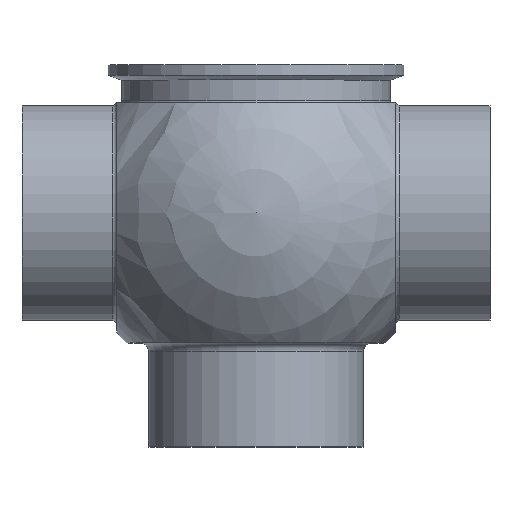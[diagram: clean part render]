
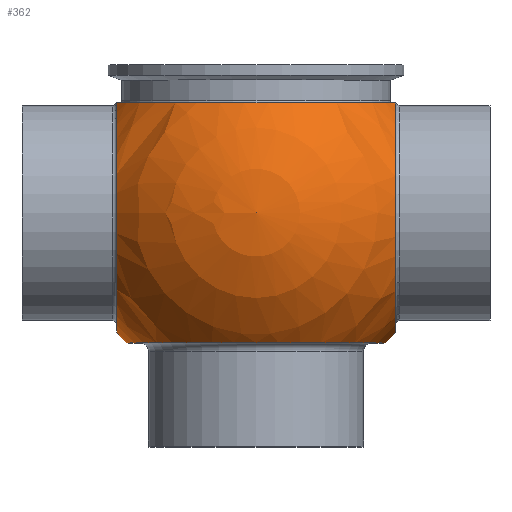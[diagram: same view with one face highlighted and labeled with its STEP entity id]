
A CAD part, top view. The second image highlights one B-rep face of the part: STEP entity #362.
In plain terms, the highlighted spherical face has radius 65.075 mm.
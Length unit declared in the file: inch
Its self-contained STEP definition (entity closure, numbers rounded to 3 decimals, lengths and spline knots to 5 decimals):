
#16=SPHERICAL_SURFACE('',#432,2.562);
#19=FACE_BOUND('',#86,.T.);
#64=FACE_OUTER_BOUND('',#85,.T.);
#85=EDGE_LOOP('',(#302,#303,#304,#305,#306,#307,#308,#309,#310,#311));
#86=EDGE_LOOP('',(#312));
#102=CIRCLE('',#404,1.66991);
#103=CIRCLE('',#406,2.05125);
#104=CIRCLE('',#407,2.05125);
#113=CIRCLE('',#419,1.66991);
#114=CIRCLE('',#420,1.66991);
#115=CIRCLE('',#421,1.66991);
#122=CIRCLE('',#431,1.81021);
#123=CIRCLE('',#433,2.562);
#124=CIRCLE('',#434,2.562);
#145=VERTEX_POINT('',#624);
#146=VERTEX_POINT('',#626);
#147=VERTEX_POINT('',#630);
#150=VERTEX_POINT('',#645);
#157=VERTEX_POINT('',#666);
#158=VERTEX_POINT('',#668);
#164=VERTEX_POINT('',#686);
#165=VERTEX_POINT('',#689);
#166=VERTEX_POINT('',#691);
#189=EDGE_CURVE('',#146,#145,#102,.T.);
#191=EDGE_CURVE('',#146,#147,#103,.T.);
#195=EDGE_CURVE('',#150,#145,#104,.T.);
#205=EDGE_CURVE('',#157,#147,#113,.T.);
#206=EDGE_CURVE('',#158,#157,#114,.T.);
#207=EDGE_CURVE('',#150,#158,#115,.T.);
#215=EDGE_CURVE('',#164,#164,#122,.T.);
#216=EDGE_CURVE('',#165,#158,#123,.T.);
#217=EDGE_CURVE('',#157,#166,#124,.T.);
#302=ORIENTED_EDGE('',*,*,#189,.T.);
#303=ORIENTED_EDGE('',*,*,#195,.F.);
#304=ORIENTED_EDGE('',*,*,#207,.T.);
#305=ORIENTED_EDGE('',*,*,#216,.F.);
#306=ORIENTED_EDGE('',*,*,#216,.T.);
#307=ORIENTED_EDGE('',*,*,#206,.T.);
#308=ORIENTED_EDGE('',*,*,#217,.T.);
#309=ORIENTED_EDGE('',*,*,#217,.F.);
#310=ORIENTED_EDGE('',*,*,#205,.T.);
#311=ORIENTED_EDGE('',*,*,#191,.F.);
#312=ORIENTED_EDGE('',*,*,#215,.T.);
#362=ADVANCED_FACE('',(#64,#19),#16,.T.);
#404=AXIS2_PLACEMENT_3D('',#627,#486,#487);
#406=AXIS2_PLACEMENT_3D('',#631,#491,#492);
#407=AXIS2_PLACEMENT_3D('',#647,#495,#496);
#419=AXIS2_PLACEMENT_3D('',#667,#520,#521);
#420=AXIS2_PLACEMENT_3D('',#669,#522,#523);
#421=AXIS2_PLACEMENT_3D('',#670,#524,#525);
#431=AXIS2_PLACEMENT_3D('',#687,#545,#546);
#432=AXIS2_PLACEMENT_3D('',#688,#547,#548);
#433=AXIS2_PLACEMENT_3D('',#690,#549,#550);
#434=AXIS2_PLACEMENT_3D('',#692,#551,#552);
#486=DIRECTION('center_axis',(-1.,0.,0.));
#487=DIRECTION('ref_axis',(0.,0.,-1.));
#491=DIRECTION('center_axis',(0.,1.,0.));
#492=DIRECTION('ref_axis',(1.,0.,0.));
#495=DIRECTION('center_axis',(0.,1.,0.));
#496=DIRECTION('ref_axis',(1.,0.,0.));
#520=DIRECTION('center_axis',(1.,0.,0.));
#521=DIRECTION('ref_axis',(0.,0.,1.));
#522=DIRECTION('center_axis',(1.,0.,0.));
#523=DIRECTION('ref_axis',(0.,0.,1.));
#524=DIRECTION('center_axis',(1.,0.,0.));
#525=DIRECTION('ref_axis',(0.,0.,1.));
#545=DIRECTION('center_axis',(0.,1.,0.));
#546=DIRECTION('ref_axis',(1.,0.,0.));
#547=DIRECTION('center_axis',(0.,0.,1.));
#548=DIRECTION('ref_axis',(1.,0.,0.));
#549=DIRECTION('center_axis',(0.,-1.,0.));
#550=DIRECTION('ref_axis',(-1.,0.,0.));
#551=DIRECTION('center_axis',(0.,-1.,0.));
#552=DIRECTION('ref_axis',(-1.,0.,0.));
#624=CARTESIAN_POINT('',(1.943,1.535,0.65755));
#626=CARTESIAN_POINT('',(1.943,1.535,-0.65755));
#627=CARTESIAN_POINT('Origin',(1.943,0.,0.));
#630=CARTESIAN_POINT('',(-1.943,1.535,-0.65755));
#631=CARTESIAN_POINT('Origin',(0.,1.535,0.));
#645=CARTESIAN_POINT('',(-1.943,1.535,0.65755));
#647=CARTESIAN_POINT('Origin',(0.,1.535,0.));
#666=CARTESIAN_POINT('',(-1.943,0.,-1.66991));
#667=CARTESIAN_POINT('Origin',(-1.943,0.,0.));
#668=CARTESIAN_POINT('',(-1.943,0.,1.66991));
#669=CARTESIAN_POINT('Origin',(-1.943,0.,0.));
#670=CARTESIAN_POINT('Origin',(-1.943,0.,0.));
#686=CARTESIAN_POINT('',(1.81021,-1.813,0.));
#687=CARTESIAN_POINT('Origin',(0.,-1.813,0.));
#688=CARTESIAN_POINT('Origin',(0.,0.,0.));
#689=CARTESIAN_POINT('',(0.,0.,2.562));
#690=CARTESIAN_POINT('Origin',(0.,0.,0.));
#691=CARTESIAN_POINT('',(0.,0.,-2.562));
#692=CARTESIAN_POINT('Origin',(0.,0.,0.));
